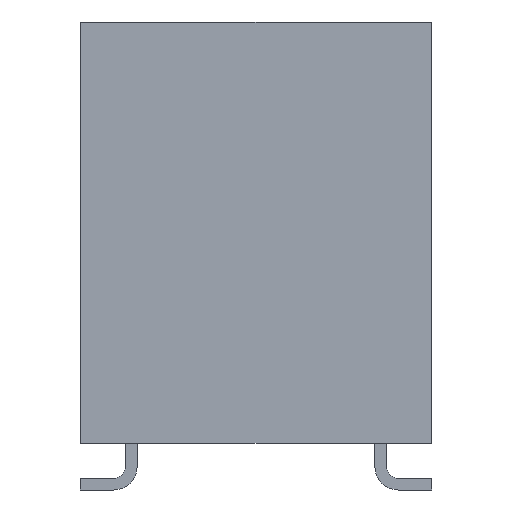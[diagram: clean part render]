
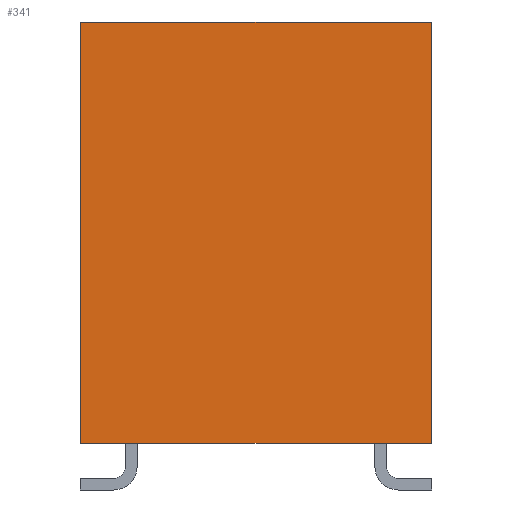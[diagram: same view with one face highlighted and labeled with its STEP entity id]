
A CAD part, front view. The second image highlights one B-rep face of the part: STEP entity #341.
In plain terms, the highlighted planar face has unit normal (0, -1, 0).
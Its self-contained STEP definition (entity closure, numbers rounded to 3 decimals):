
#2 = CARTESIAN_POINT ( 'NONE',  ( -3.75, -7.5, 1. ) ) ;
#55 = VECTOR ( 'NONE', #419, 1000. ) ;
#60 = PLANE ( 'NONE',  #601 ) ;
#103 = FACE_OUTER_BOUND ( 'NONE', #143, .T. ) ;
#121 = VECTOR ( 'NONE', #600, 1000. ) ;
#131 = CARTESIAN_POINT ( 'NONE',  ( 3.75, -7.5, 10. ) ) ;
#143 = EDGE_LOOP ( 'NONE', ( #298, #247, #244, #367 ) ) ;
#148 = VECTOR ( 'NONE', #250, 1000. ) ;
#157 = VECTOR ( 'NONE', #185, 1000. ) ;
#159 = EDGE_CURVE ( 'NONE', #407, #256, #490, .T. ) ;
#168 = DIRECTION ( 'NONE',  ( 0., 0., 1. ) ) ;
#185 = DIRECTION ( 'NONE',  ( 0., 0., 1. ) ) ;
#186 = CARTESIAN_POINT ( 'NONE',  ( -3.75, -7.5, 10. ) ) ;
#205 = EDGE_CURVE ( 'NONE', #441, #407, #297, .T. ) ;
#244 = ORIENTED_EDGE ( 'NONE', *, *, #361, .F. ) ;
#247 = ORIENTED_EDGE ( 'NONE', *, *, #391, .F. ) ;
#250 = DIRECTION ( 'NONE',  ( 0., 0., -1. ) ) ;
#256 = VERTEX_POINT ( 'NONE', #131 ) ;
#274 = CARTESIAN_POINT ( 'NONE',  ( 0., -7.5, 0. ) ) ;
#297 = LINE ( 'NONE', #390, #157 ) ;
#298 = ORIENTED_EDGE ( 'NONE', *, *, #205, .F. ) ;
#310 = VERTEX_POINT ( 'NONE', #331 ) ;
#331 = CARTESIAN_POINT ( 'NONE',  ( 3.75, -7.5, 1. ) ) ;
#341 = ADVANCED_FACE ( 'NONE', ( #103 ), #60, .F. ) ;
#361 = EDGE_CURVE ( 'NONE', #256, #310, #576, .T. ) ;
#367 = ORIENTED_EDGE ( 'NONE', *, *, #159, .F. ) ;
#390 = CARTESIAN_POINT ( 'NONE',  ( -3.75, -7.5, 1. ) ) ;
#391 = EDGE_CURVE ( 'NONE', #310, #441, #548, .T. ) ;
#393 = CARTESIAN_POINT ( 'NONE',  ( -3.75, -7.5, 1. ) ) ;
#396 = CARTESIAN_POINT ( 'NONE',  ( 3.75, -7.5, 1. ) ) ;
#407 = VERTEX_POINT ( 'NONE', #186 ) ;
#419 = DIRECTION ( 'NONE',  ( 1., 0., 0. ) ) ;
#441 = VERTEX_POINT ( 'NONE', #2 ) ;
#490 = LINE ( 'NONE', #597, #55 ) ;
#548 = LINE ( 'NONE', #393, #121 ) ;
#576 = LINE ( 'NONE', #396, #148 ) ;
#597 = CARTESIAN_POINT ( 'NONE',  ( -3.75, -7.5, 10. ) ) ;
#600 = DIRECTION ( 'NONE',  ( -1., 0., 0. ) ) ;
#601 = AXIS2_PLACEMENT_3D ( 'NONE', #274, #625, #168 ) ;
#625 = DIRECTION ( 'NONE',  ( 0., 1., 0. ) ) ;
